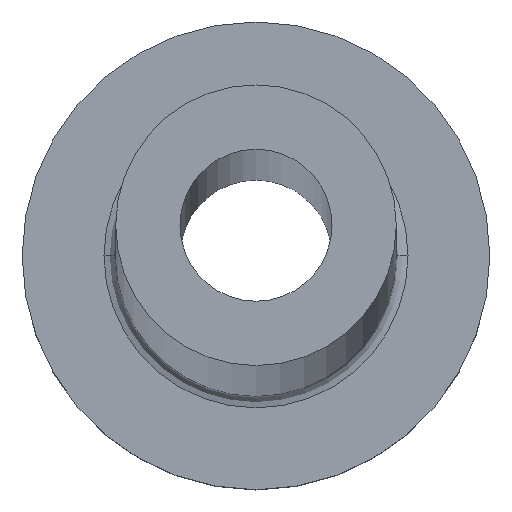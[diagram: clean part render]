
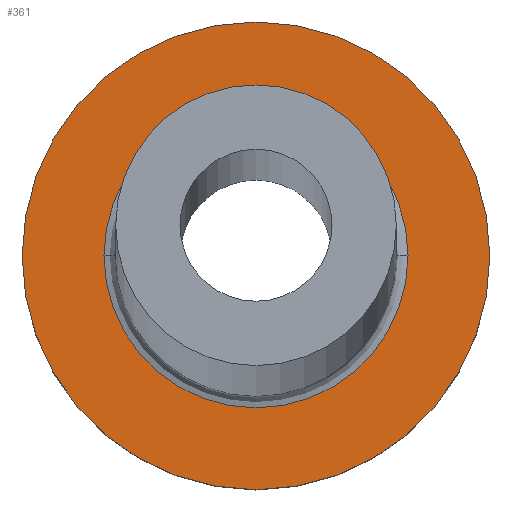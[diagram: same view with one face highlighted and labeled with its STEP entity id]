
A CAD part, top view. The second image highlights one B-rep face of the part: STEP entity #361.
In plain terms, the highlighted planar face has unit normal (0, 0, 1).
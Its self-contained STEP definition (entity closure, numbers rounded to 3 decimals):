
#16 = AXIS2_PLACEMENT_3D ( 'NONE', #339, #342, #113 ) ;
#17 = DIRECTION ( 'NONE',  ( 1., 0., 0. ) ) ;
#22 = FACE_BOUND ( 'NONE', #350, .T. ) ;
#24 = DIRECTION ( 'NONE',  ( 0., 0., 1. ) ) ;
#26 = EDGE_CURVE ( 'NONE', #299, #120, #218, .T. ) ;
#34 = DIRECTION ( 'NONE',  ( 1., 0., 0. ) ) ;
#36 = CIRCLE ( 'NONE', #16, 10. ) ;
#54 = EDGE_LOOP ( 'NONE', ( #123, #261 ) ) ;
#56 = ORIENTED_EDGE ( 'NONE', *, *, #72, .T. ) ;
#60 = FACE_OUTER_BOUND ( 'NONE', #54, .T. ) ;
#65 = CARTESIAN_POINT ( 'NONE',  ( 0., 0., 7. ) ) ;
#72 = EDGE_CURVE ( 'NONE', #120, #299, #321, .T. ) ;
#90 = VERTEX_POINT ( 'NONE', #358 ) ;
#103 = AXIS2_PLACEMENT_3D ( 'NONE', #310, #280, #17 ) ;
#104 = CARTESIAN_POINT ( 'NONE',  ( 0., 0., 7. ) ) ;
#113 = DIRECTION ( 'NONE',  ( 1., 0., 0. ) ) ;
#120 = VERTEX_POINT ( 'NONE', #331 ) ;
#123 = ORIENTED_EDGE ( 'NONE', *, *, #220, .T. ) ;
#129 = DIRECTION ( 'NONE',  ( 1., 0., 0. ) ) ;
#142 = PLANE ( 'NONE',  #244 ) ;
#168 = CIRCLE ( 'NONE', #103, 10. ) ;
#178 = CARTESIAN_POINT ( 'NONE',  ( 0., 0., 7. ) ) ;
#211 = DIRECTION ( 'NONE',  ( 0., 0., -1. ) ) ;
#217 = DIRECTION ( 'NONE',  ( 0., 0., -1. ) ) ;
#218 = CIRCLE ( 'NONE', #267, 6.5 ) ;
#220 = EDGE_CURVE ( 'NONE', #281, #90, #36, .T. ) ;
#244 = AXIS2_PLACEMENT_3D ( 'NONE', #178, #24, #258 ) ;
#258 = DIRECTION ( 'NONE',  ( 1., 0., 0. ) ) ;
#261 = ORIENTED_EDGE ( 'NONE', *, *, #293, .T. ) ;
#265 = ORIENTED_EDGE ( 'NONE', *, *, #26, .T. ) ;
#267 = AXIS2_PLACEMENT_3D ( 'NONE', #65, #211, #34 ) ;
#277 = CARTESIAN_POINT ( 'NONE',  ( -10., 0., 7. ) ) ;
#280 = DIRECTION ( 'NONE',  ( 0., 0., 1. ) ) ;
#281 = VERTEX_POINT ( 'NONE', #277 ) ;
#293 = EDGE_CURVE ( 'NONE', #90, #281, #168, .T. ) ;
#299 = VERTEX_POINT ( 'NONE', #370 ) ;
#301 = AXIS2_PLACEMENT_3D ( 'NONE', #104, #217, #129 ) ;
#310 = CARTESIAN_POINT ( 'NONE',  ( 0., 0., 7. ) ) ;
#321 = CIRCLE ( 'NONE', #301, 6.5 ) ;
#331 = CARTESIAN_POINT ( 'NONE',  ( -6.5, 0., 7. ) ) ;
#339 = CARTESIAN_POINT ( 'NONE',  ( 0., 0., 7. ) ) ;
#342 = DIRECTION ( 'NONE',  ( 0., 0., 1. ) ) ;
#350 = EDGE_LOOP ( 'NONE', ( #265, #56 ) ) ;
#358 = CARTESIAN_POINT ( 'NONE',  ( 10., 0., 7. ) ) ;
#361 = ADVANCED_FACE ( 'NONE', ( #22, #60 ), #142, .T. ) ;
#370 = CARTESIAN_POINT ( 'NONE',  ( 6.5, 0., 7. ) ) ;
